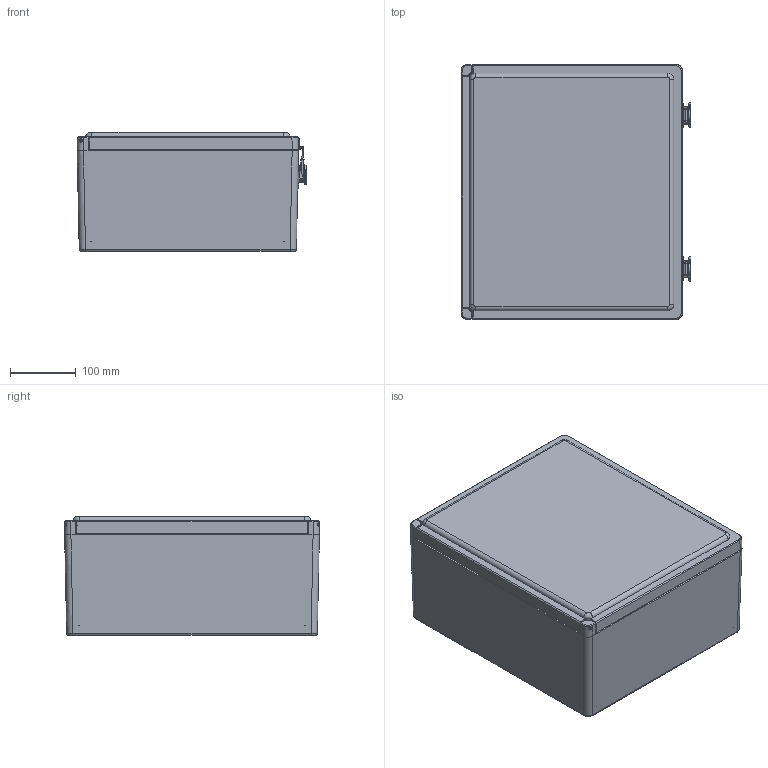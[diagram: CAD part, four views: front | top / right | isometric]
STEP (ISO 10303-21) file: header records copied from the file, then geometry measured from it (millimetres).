
FILE_DESCRIPTION (( 'STEP AP214' ), '1' );
FILE_NAME ('CE1513HLL.STEP', '2018-11-08T22:30:56', ( '' ), ( '' ), 'SwSTEP 2.0', 'SolidWorks 2018', '' );
FILE_SCHEMA (( 'AUTOMOTIVE_DESIGN' ));
Length unit declared in the file: inch
Products named in the file (1): CE1513HLL
Bounding box: 348.59 x 386.59 x 180.18 mm (x, y, z)
Volume: 2290862.1 mm3; surface area: 1100777.4 mm2
Topology: 41 solids, 41 shells, 1486 faces, 3547 edges, 2144 vertices
Faces by surface type: cylinder 542, plane 525, bspline 302, cone 111, torus 6
Full cylindrical faces by diameter (mm): 1.267 x4, 1.27 x2, 2.235 x2, 2.42 x2, 2.438 x2, 2.489 x2, 2.64 x8, 3.302 x4, 3.429 x10, 3.556 x20, 3.683 x2, 3.962 x4, 3.969 x2, 4.52 x4, 4.547 x2, 4.7 x1, 4.762 x4, 4.763 x4, 5.08 x4, 5.556 x2, 5.84 x2, 5.944 x2, 7.1 x2, 7.144 x12, 7.6 x1, 7.937 x4, 9.42 x2, 9.525 x2, 13.494 x8, 15.24 x2
Entity records: 76350 total; most frequent: CARTESIAN_POINT 24877, ORIENTED_EDGE 6614, DIRECTION 6143, EDGE_CURVE 3307, AXIS2_PLACEMENT_3D 2292, VERTEX_POINT 2101, EDGE_LOOP 1806, FACE_OUTER_BOUND 1628
